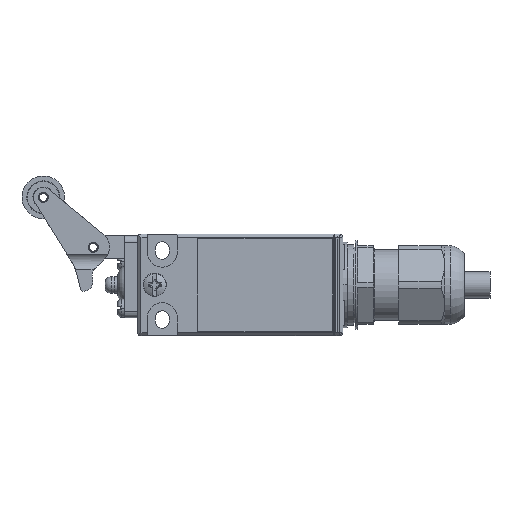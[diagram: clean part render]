
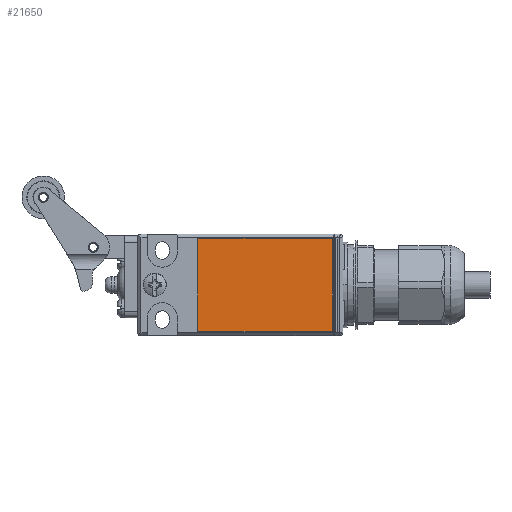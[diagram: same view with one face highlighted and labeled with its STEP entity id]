
A CAD part, top view. The second image highlights one B-rep face of the part: STEP entity #21650.
In plain terms, the highlighted planar face has unit normal (0, 0, 1).
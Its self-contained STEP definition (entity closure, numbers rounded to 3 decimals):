
#479 = DIRECTION ( 'NONE',  ( -1., 0., 0. ) ) ;
#5312 = VECTOR ( 'NONE', #60876, 1000. ) ;
#10699 = DIRECTION ( 'NONE',  ( 0., -1., 0. ) ) ;
#12884 = VECTOR ( 'NONE', #10699, 1000. ) ;
#15063 = ORIENTED_EDGE ( 'NONE', *, *, #26396, .T. ) ;
#16476 = AXIS2_PLACEMENT_3D ( 'NONE', #47354, #28683, #479 ) ;
#17357 = LINE ( 'NONE', #20015, #12884 ) ;
#17644 = ORIENTED_EDGE ( 'NONE', *, *, #19557, .T. ) ;
#18145 = DIRECTION ( 'NONE',  ( 1., 0., 0. ) ) ;
#19378 = LINE ( 'NONE', #51409, #5312 ) ;
#19557 = EDGE_CURVE ( 'NONE', #43687, #41309, #25494, .T. ) ;
#19842 = EDGE_CURVE ( 'NONE', #22887, #43687, #34261, .T. ) ;
#20015 = CARTESIAN_POINT ( 'NONE',  ( -14.15, 11.7, -0.2 ) ) ;
#20631 = EDGE_CURVE ( 'NONE', #23151, #22887, #17357, .T. ) ;
#21396 = CARTESIAN_POINT ( 'NONE',  ( 14.15, -29.3, -0.2 ) ) ;
#21650 = ADVANCED_FACE ( 'NONE', ( #57348 ), #56880, .F. ) ;
#22887 = VERTEX_POINT ( 'NONE', #23842 ) ;
#23151 = VERTEX_POINT ( 'NONE', #54252 ) ;
#23263 = VECTOR ( 'NONE', #18145, 1000. ) ;
#23842 = CARTESIAN_POINT ( 'NONE',  ( -14.15, -29.3, -0.2 ) ) ;
#25494 = LINE ( 'NONE', #58044, #58629 ) ;
#26396 = EDGE_CURVE ( 'NONE', #41309, #23151, #19378, .T. ) ;
#28364 = ORIENTED_EDGE ( 'NONE', *, *, #20631, .T. ) ;
#28683 = DIRECTION ( 'NONE',  ( 0., 0., -1. ) ) ;
#34261 = LINE ( 'NONE', #46266, #23263 ) ;
#38574 = ORIENTED_EDGE ( 'NONE', *, *, #19842, .T. ) ;
#39030 = CARTESIAN_POINT ( 'NONE',  ( 14.15, 11.7, -0.2 ) ) ;
#41309 = VERTEX_POINT ( 'NONE', #39030 ) ;
#43687 = VERTEX_POINT ( 'NONE', #21396 ) ;
#46087 = EDGE_LOOP ( 'NONE', ( #28364, #38574, #17644, #15063 ) ) ;
#46266 = CARTESIAN_POINT ( 'NONE',  ( 14.15, -29.3, -0.2 ) ) ;
#47354 = CARTESIAN_POINT ( 'NONE',  ( -14.15, -29.3, -0.2 ) ) ;
#51409 = CARTESIAN_POINT ( 'NONE',  ( 14.15, 11.7, -0.2 ) ) ;
#53311 = DIRECTION ( 'NONE',  ( 0., 1., 0. ) ) ;
#54252 = CARTESIAN_POINT ( 'NONE',  ( -14.15, 11.7, -0.2 ) ) ;
#56880 = PLANE ( 'NONE',  #16476 ) ;
#57348 = FACE_OUTER_BOUND ( 'NONE', #46087, .T. ) ;
#58044 = CARTESIAN_POINT ( 'NONE',  ( 14.15, 11.7, -0.2 ) ) ;
#58629 = VECTOR ( 'NONE', #53311, 1000. ) ;
#60876 = DIRECTION ( 'NONE',  ( -1., 0., 0. ) ) ;
